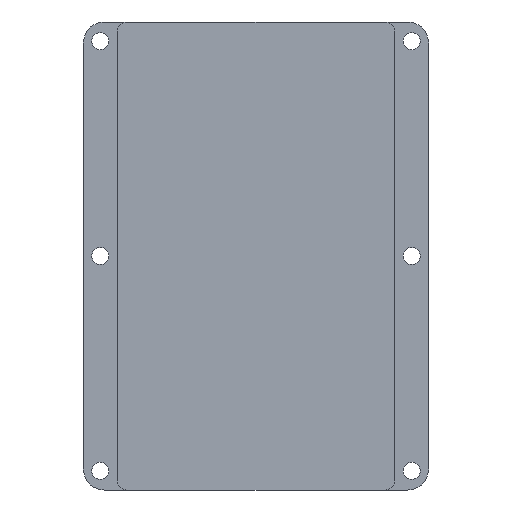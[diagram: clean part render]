
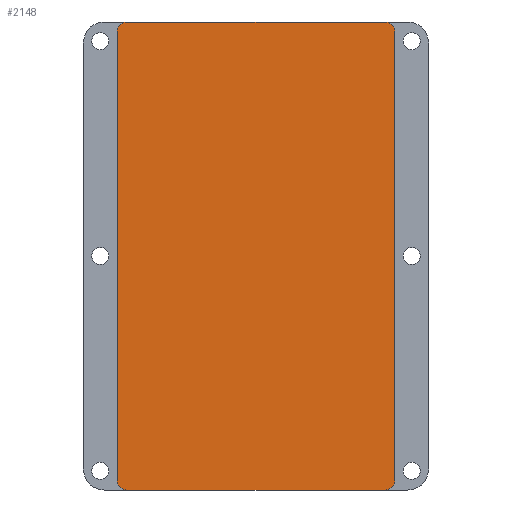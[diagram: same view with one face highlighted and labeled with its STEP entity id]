
A CAD part, front view. The second image highlights one B-rep face of the part: STEP entity #2148.
In plain terms, the highlighted planar face has unit normal (0, -1, 0).
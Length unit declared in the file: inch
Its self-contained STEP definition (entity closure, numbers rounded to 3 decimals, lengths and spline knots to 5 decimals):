
#34 = DIRECTION ( 'NONE',  ( 0., -1., 0. ) ) ;
#43 = CARTESIAN_POINT ( 'NONE',  ( 0., 0., 0.09 ) ) ;
#44 = CARTESIAN_POINT ( 'NONE',  ( 2.62, 0., 0.09 ) ) ;
#138 = CARTESIAN_POINT ( 'NONE',  ( 2.53, 0., 4.42 ) ) ;
#227 = CARTESIAN_POINT ( 'NONE',  ( 2.53, 0., 4.33 ) ) ;
#236 = EDGE_CURVE ( 'NONE', #1053, #1852, #1999, .T. ) ;
#241 = ORIENTED_EDGE ( 'NONE', *, *, #830, .T. ) ;
#278 = CARTESIAN_POINT ( 'NONE',  ( 2.62, 0., 4.33 ) ) ;
#339 = CARTESIAN_POINT ( 'NONE',  ( 0.09, 0., 4.42 ) ) ;
#349 = CARTESIAN_POINT ( 'NONE',  ( 0., 0., 4.42 ) ) ;
#380 = VERTEX_POINT ( 'NONE', #43 ) ;
#475 = CARTESIAN_POINT ( 'NONE',  ( 2.53, 0., 0.09 ) ) ;
#505 = VERTEX_POINT ( 'NONE', #903 ) ;
#545 = EDGE_LOOP ( 'NONE', ( #930, #2700, #862, #941, #241, #2398, #1424, #717 ) ) ;
#639 = AXIS2_PLACEMENT_3D ( 'NONE', #475, #2215, #1370 ) ;
#679 = CARTESIAN_POINT ( 'NONE',  ( 0.09, 0., 0.09 ) ) ;
#717 = ORIENTED_EDGE ( 'NONE', *, *, #2380, .T. ) ;
#718 = DIRECTION ( 'NONE',  ( 1., 0., 0. ) ) ;
#725 = DIRECTION ( 'NONE',  ( 0., 0., -1. ) ) ;
#726 = AXIS2_PLACEMENT_3D ( 'NONE', #227, #1689, #1456 ) ;
#794 = DIRECTION ( 'NONE',  ( 0., 1., 0. ) ) ;
#821 = VERTEX_POINT ( 'NONE', #2109 ) ;
#830 = EDGE_CURVE ( 'NONE', #1528, #505, #1707, .T. ) ;
#862 = ORIENTED_EDGE ( 'NONE', *, *, #1889, .T. ) ;
#872 = DIRECTION ( 'NONE',  ( 0., 0., 1. ) ) ;
#874 = EDGE_CURVE ( 'NONE', #380, #1528, #1996, .T. ) ;
#886 = VERTEX_POINT ( 'NONE', #278 ) ;
#903 = CARTESIAN_POINT ( 'NONE',  ( 2.53, 0., 0. ) ) ;
#930 = ORIENTED_EDGE ( 'NONE', *, *, #236, .F. ) ;
#941 = ORIENTED_EDGE ( 'NONE', *, *, #874, .T. ) ;
#981 = EDGE_CURVE ( 'NONE', #886, #1730, #1337, .T. ) ;
#993 = EDGE_CURVE ( 'NONE', #505, #1730, #1387, .T. ) ;
#1022 = CARTESIAN_POINT ( 'NONE',  ( 0.09, 0., 0. ) ) ;
#1053 = VERTEX_POINT ( 'NONE', #339 ) ;
#1100 = CARTESIAN_POINT ( 'NONE',  ( 0., 0., 0. ) ) ;
#1130 = VECTOR ( 'NONE', #725, 39.37008 ) ;
#1262 = AXIS2_PLACEMENT_3D ( 'NONE', #679, #2146, #1550 ) ;
#1324 = CARTESIAN_POINT ( 'NONE',  ( 2.62, 0., 4.42 ) ) ;
#1329 = EDGE_CURVE ( 'NONE', #1053, #821, #1558, .T. ) ;
#1337 = LINE ( 'NONE', #1324, #1695 ) ;
#1370 = DIRECTION ( 'NONE',  ( 0., 0., 1. ) ) ;
#1387 = CIRCLE ( 'NONE', #639, 0.09 ) ;
#1412 = PLANE ( 'NONE',  #2131 ) ;
#1424 = ORIENTED_EDGE ( 'NONE', *, *, #981, .F. ) ;
#1456 = DIRECTION ( 'NONE',  ( 0., 0., 1. ) ) ;
#1528 = VERTEX_POINT ( 'NONE', #1022 ) ;
#1550 = DIRECTION ( 'NONE',  ( 0., 0., 1. ) ) ;
#1558 = CIRCLE ( 'NONE', #2048, 0.09 ) ;
#1589 = CARTESIAN_POINT ( 'NONE',  ( 0., 0., 4.42 ) ) ;
#1599 = CARTESIAN_POINT ( 'NONE',  ( 0., 0., 4.42 ) ) ;
#1622 = DIRECTION ( 'NONE',  ( 0., 0., 1. ) ) ;
#1635 = VECTOR ( 'NONE', #2425, 39.37008 ) ;
#1689 = DIRECTION ( 'NONE',  ( 0., -1., 0. ) ) ;
#1695 = VECTOR ( 'NONE', #2135, 39.37008 ) ;
#1707 = LINE ( 'NONE', #1100, #2699 ) ;
#1730 = VERTEX_POINT ( 'NONE', #44 ) ;
#1749 = CARTESIAN_POINT ( 'NONE',  ( 0.09, 0., 4.33 ) ) ;
#1761 = LINE ( 'NONE', #349, #1130 ) ;
#1852 = VERTEX_POINT ( 'NONE', #138 ) ;
#1889 = EDGE_CURVE ( 'NONE', #821, #380, #1761, .T. ) ;
#1907 = CIRCLE ( 'NONE', #726, 0.09 ) ;
#1996 = CIRCLE ( 'NONE', #1262, 0.09 ) ;
#1999 = LINE ( 'NONE', #1589, #1635 ) ;
#2048 = AXIS2_PLACEMENT_3D ( 'NONE', #1749, #34, #872 ) ;
#2109 = CARTESIAN_POINT ( 'NONE',  ( 0., 0., 4.33 ) ) ;
#2131 = AXIS2_PLACEMENT_3D ( 'NONE', #1599, #794, #1622 ) ;
#2135 = DIRECTION ( 'NONE',  ( 0., 0., -1. ) ) ;
#2146 = DIRECTION ( 'NONE',  ( 0., -1., 0. ) ) ;
#2148 = ADVANCED_FACE ( 'NONE', ( #2458 ), #1412, .F. ) ;
#2215 = DIRECTION ( 'NONE',  ( 0., -1., 0. ) ) ;
#2380 = EDGE_CURVE ( 'NONE', #886, #1852, #1907, .T. ) ;
#2398 = ORIENTED_EDGE ( 'NONE', *, *, #993, .T. ) ;
#2425 = DIRECTION ( 'NONE',  ( 1., 0., 0. ) ) ;
#2458 = FACE_OUTER_BOUND ( 'NONE', #545, .T. ) ;
#2699 = VECTOR ( 'NONE', #718, 39.37008 ) ;
#2700 = ORIENTED_EDGE ( 'NONE', *, *, #1329, .T. ) ;
